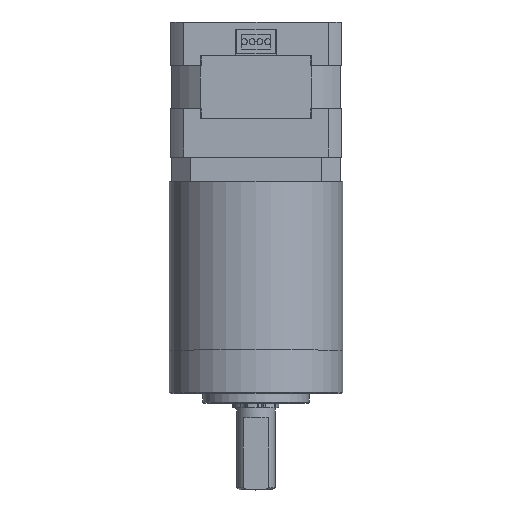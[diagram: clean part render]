
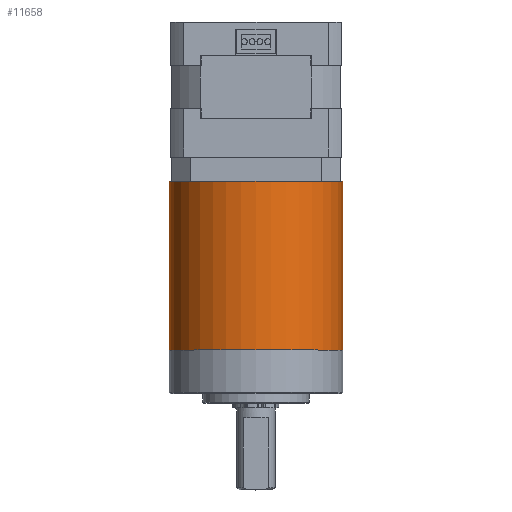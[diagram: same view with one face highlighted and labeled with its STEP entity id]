
A CAD part, top view. The second image highlights one B-rep face of the part: STEP entity #11658.
In plain terms, the highlighted cylindrical face has radius 18 mm (diameter 36 mm), a partial arc.
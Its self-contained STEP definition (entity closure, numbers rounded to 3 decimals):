
#291 = CYLINDRICAL_SURFACE ( 'NONE', #22557, 18. ) ;
#1252 = VERTEX_POINT ( 'NONE', #19371 ) ;
#1291 = VERTEX_POINT ( 'NONE', #4577 ) ;
#1459 = EDGE_CURVE ( 'NONE', #7016, #1252, #2706, .T. ) ;
#1925 = DIRECTION ( 'NONE',  ( 0., 0., 1. ) ) ;
#2706 = CIRCLE ( 'NONE', #14973, 18. ) ;
#3117 = CARTESIAN_POINT ( 'NONE',  ( 18., 0., 35. ) ) ;
#4577 = CARTESIAN_POINT ( 'NONE',  ( 18., 0., 0. ) ) ;
#5895 = DIRECTION ( 'NONE',  ( 0., 0., 1. ) ) ;
#6827 = DIRECTION ( 'NONE',  ( 1., 0., 0. ) ) ;
#6943 = VECTOR ( 'NONE', #8589, 1000. ) ;
#7016 = VERTEX_POINT ( 'NONE', #3117 ) ;
#7458 = CARTESIAN_POINT ( 'NONE',  ( 0., 0., 35. ) ) ;
#8589 = DIRECTION ( 'NONE',  ( 0., 0., -1. ) ) ;
#8894 = EDGE_CURVE ( 'NONE', #7016, #1291, #20111, .T. ) ;
#9821 = AXIS2_PLACEMENT_3D ( 'NONE', #22296, #5895, #6827 ) ;
#11658 = ADVANCED_FACE ( 'NONE', ( #19970 ), #291, .T. ) ;
#11786 = EDGE_LOOP ( 'NONE', ( #16100, #21304, #18192, #15842 ) ) ;
#13266 = CIRCLE ( 'NONE', #9821, 18. ) ;
#14075 = CARTESIAN_POINT ( 'NONE',  ( -18., 0., 35. ) ) ;
#14973 = AXIS2_PLACEMENT_3D ( 'NONE', #7458, #1925, #18723 ) ;
#15842 = ORIENTED_EDGE ( 'NONE', *, *, #16803, .F. ) ;
#16100 = ORIENTED_EDGE ( 'NONE', *, *, #1459, .F. ) ;
#16404 = CARTESIAN_POINT ( 'NONE',  ( -18., 0., 0. ) ) ;
#16803 = EDGE_CURVE ( 'NONE', #1252, #17668, #21384, .T. ) ;
#17668 = VERTEX_POINT ( 'NONE', #16404 ) ;
#17860 = VECTOR ( 'NONE', #20227, 1000. ) ;
#18192 = ORIENTED_EDGE ( 'NONE', *, *, #21458, .T. ) ;
#18315 = DIRECTION ( 'NONE',  ( -1., 0., 0. ) ) ;
#18663 = CARTESIAN_POINT ( 'NONE',  ( 0., 0., 35. ) ) ;
#18723 = DIRECTION ( 'NONE',  ( 1., 0., 0. ) ) ;
#19371 = CARTESIAN_POINT ( 'NONE',  ( -18., 0., 35. ) ) ;
#19762 = CARTESIAN_POINT ( 'NONE',  ( 18., 0., 35. ) ) ;
#19970 = FACE_OUTER_BOUND ( 'NONE', #11786, .T. ) ;
#20111 = LINE ( 'NONE', #19762, #17860 ) ;
#20227 = DIRECTION ( 'NONE',  ( 0., 0., -1. ) ) ;
#21304 = ORIENTED_EDGE ( 'NONE', *, *, #8894, .T. ) ;
#21384 = LINE ( 'NONE', #14075, #6943 ) ;
#21458 = EDGE_CURVE ( 'NONE', #1291, #17668, #13266, .T. ) ;
#21776 = DIRECTION ( 'NONE',  ( 0., 0., -1. ) ) ;
#22296 = CARTESIAN_POINT ( 'NONE',  ( 0., 0., 0. ) ) ;
#22557 = AXIS2_PLACEMENT_3D ( 'NONE', #18663, #21776, #18315 ) ;
